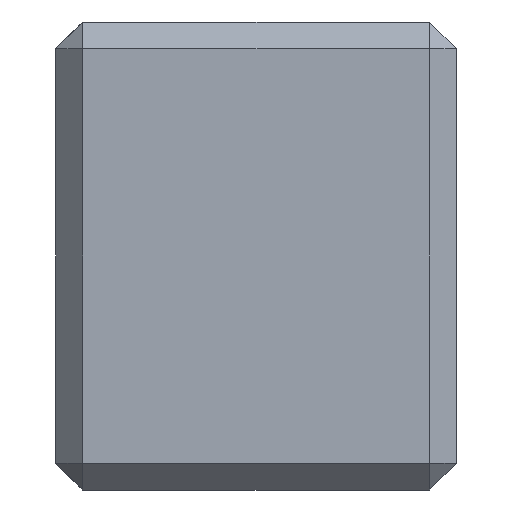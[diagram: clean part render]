
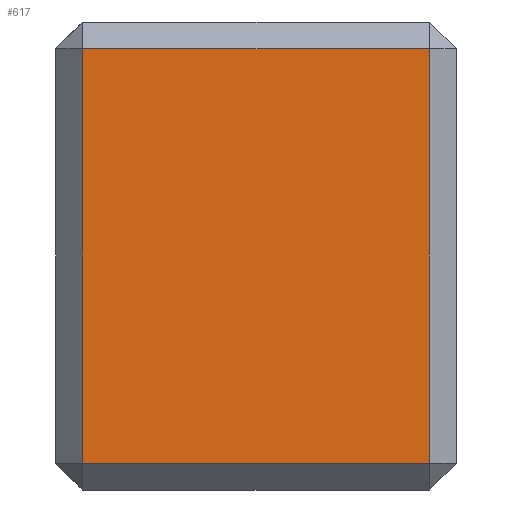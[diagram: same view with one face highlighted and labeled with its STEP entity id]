
A CAD part, left-side view. The second image highlights one B-rep face of the part: STEP entity #617.
In plain terms, the highlighted planar face has unit normal (-1, 0, 0).
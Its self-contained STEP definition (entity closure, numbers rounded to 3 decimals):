
#68=FACE_OUTER_BOUND('',#103,.T.);
#103=EDGE_LOOP('',(#445,#446,#447,#448));
#141=LINE('',#916,#203);
#160=LINE('',#969,#222);
#161=LINE('',#971,#223);
#162=LINE('',#972,#224);
#203=VECTOR('',#736,10.);
#222=VECTOR('',#787,10.);
#223=VECTOR('',#788,10.);
#224=VECTOR('',#789,10.);
#258=VERTEX_POINT('',#901);
#263=VERTEX_POINT('',#911);
#281=VERTEX_POINT('',#968);
#282=VERTEX_POINT('',#970);
#317=EDGE_CURVE('',#258,#263,#141,.T.);
#344=EDGE_CURVE('',#263,#281,#160,.T.);
#345=EDGE_CURVE('',#282,#258,#161,.T.);
#346=EDGE_CURVE('',#281,#282,#162,.T.);
#445=ORIENTED_EDGE('',*,*,#344,.F.);
#446=ORIENTED_EDGE('',*,*,#317,.F.);
#447=ORIENTED_EDGE('',*,*,#345,.F.);
#448=ORIENTED_EDGE('',*,*,#346,.F.);
#589=PLANE('',#682);
#617=ADVANCED_FACE('',(#68),#589,.T.);
#682=AXIS2_PLACEMENT_3D('',#967,#785,#786);
#736=DIRECTION('',(0.,-1.,0.));
#785=DIRECTION('center_axis',(-1.,0.,0.));
#786=DIRECTION('ref_axis',(0.,-1.,0.));
#787=DIRECTION('',(0.,0.,-1.));
#788=DIRECTION('',(0.,0.,1.));
#789=DIRECTION('',(0.,1.,0.));
#901=CARTESIAN_POINT('',(-34.9,27.8,32.8));
#911=CARTESIAN_POINT('',(-34.9,2.,32.8));
#916=CARTESIAN_POINT('',(-34.9,22.35,32.8));
#967=CARTESIAN_POINT('Origin',(-34.9,29.8,0.));
#968=CARTESIAN_POINT('',(-34.9,2.,2.));
#969=CARTESIAN_POINT('',(-34.9,2.,0.));
#970=CARTESIAN_POINT('',(-34.9,27.8,2.));
#971=CARTESIAN_POINT('',(-34.9,27.8,0.));
#972=CARTESIAN_POINT('',(-34.9,22.35,2.));
